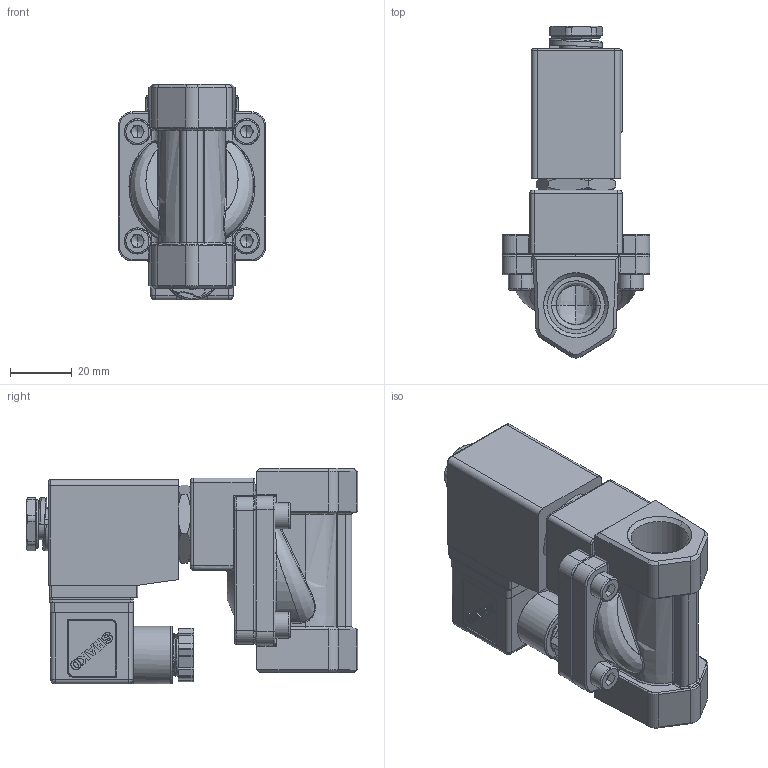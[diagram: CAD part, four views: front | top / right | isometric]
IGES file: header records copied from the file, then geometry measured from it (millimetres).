
Start section: SolidWorks IGES file using analytic representation for surfaces
Global section: file name: SPU225A-04.IGS; native system: SolidWorks 2009; preprocessor: SolidWorks 2009; author: erich; date: 100512.142152; units: millimetre
Bounding box: 48.01 x 107.88 x 70.15 mm (x, y, z)
Surface area: 57592.6 mm2 (no closed solid volume)
Topology: 0 solids, 0 shells, 1446 faces, 15087 edges, 15052 vertices
Faces by surface type: revolution 741, bspline 705
